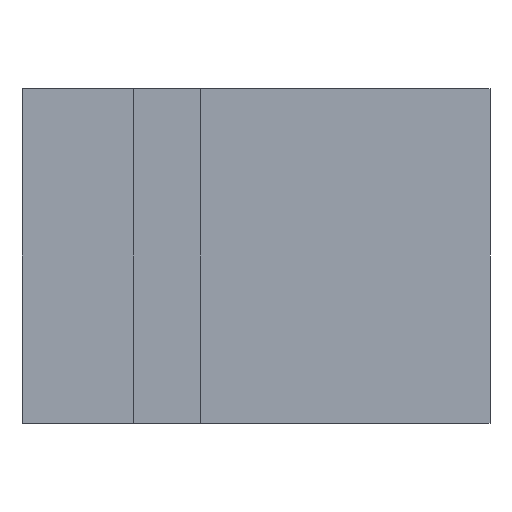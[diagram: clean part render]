
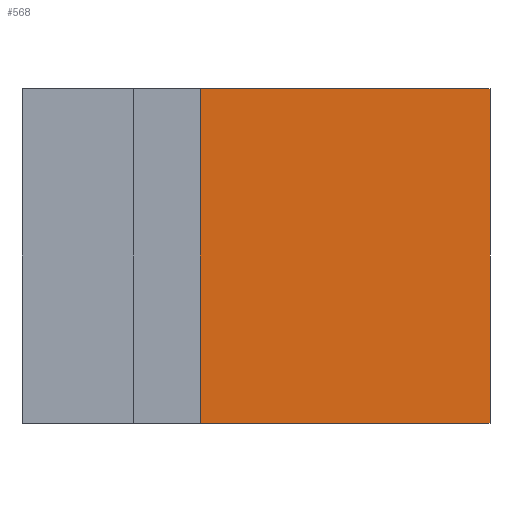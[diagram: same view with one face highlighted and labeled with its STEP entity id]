
A CAD part, front view. The second image highlights one B-rep face of the part: STEP entity #568.
In plain terms, the highlighted planar face has unit normal (0, -1, 0).
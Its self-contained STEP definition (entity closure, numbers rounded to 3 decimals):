
#34=CARTESIAN_POINT('',(1026.073,-437.633,-7.324));
#35=VERTEX_POINT('',#34);
#146=CARTESIAN_POINT('',(1039.073,-437.633,-7.324));
#147=VERTEX_POINT('',#146);
#154=CARTESIAN_POINT('',(1039.073,-437.633,-7.324));
#155=DIRECTION('',(-1.,-0.,0.));
#156=VECTOR('',#155,13.);
#157=LINE('',#154,#156);
#158=EDGE_CURVE('',#147,#35,#157,.T.);
#168=CARTESIAN_POINT('',(1026.073,-437.633,7.676));
#169=VERTEX_POINT('',#168);
#178=CARTESIAN_POINT('',(1039.073,-437.633,7.676));
#179=VERTEX_POINT('',#178);
#180=CARTESIAN_POINT('',(1039.073,-437.633,7.676));
#181=DIRECTION('',(-1.,-0.,0.));
#182=VECTOR('',#181,13.);
#183=LINE('',#180,#182);
#184=EDGE_CURVE('',#179,#169,#183,.T.);
#344=CARTESIAN_POINT('',(1026.073,-437.633,7.676));
#345=DIRECTION('',(-0.,0.,-1.));
#346=VECTOR('',#345,15.);
#347=LINE('',#344,#346);
#348=EDGE_CURVE('',#169,#35,#347,.T.);
#552=CARTESIAN_POINT('',(1039.073,-437.633,0.176));
#553=DIRECTION('',(-0.,1.,0.));
#554=DIRECTION('',(0.,-0.,1.));
#555=AXIS2_PLACEMENT_3D('',#552,#553,#554);
#556=PLANE('',#555);
#557=ORIENTED_EDGE('',*,*,#348,.T.);
#558=ORIENTED_EDGE('',*,*,#158,.F.);
#559=CARTESIAN_POINT('',(1039.073,-437.633,7.676));
#560=DIRECTION('',(-0.,0.,-1.));
#561=VECTOR('',#560,15.);
#562=LINE('',#559,#561);
#563=EDGE_CURVE('',#179,#147,#562,.T.);
#564=ORIENTED_EDGE('',*,*,#563,.F.);
#565=ORIENTED_EDGE('',*,*,#184,.T.);
#566=EDGE_LOOP('',(#557,#558,#564,#565));
#567=FACE_BOUND('',#566,.T.);
#568=ADVANCED_FACE('',(#567),#556,.F.);
